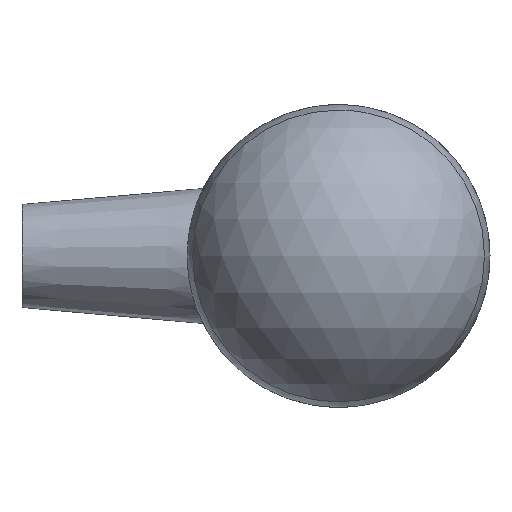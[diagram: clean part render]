
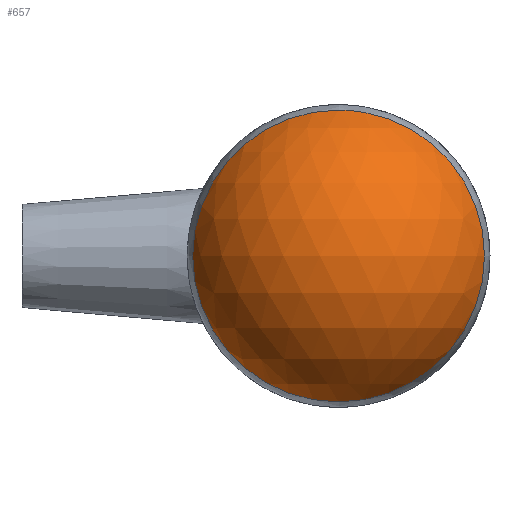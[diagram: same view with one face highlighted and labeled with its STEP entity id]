
A CAD part, left-side view. The second image highlights one B-rep face of the part: STEP entity #657.
In plain terms, the highlighted spherical face has radius 22.672 mm.
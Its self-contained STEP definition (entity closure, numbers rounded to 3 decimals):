
#58=SPHERICAL_SURFACE('',#754,22.672);
#159=FACE_OUTER_BOUND('',#226,.T.);
#226=EDGE_LOOP('',(#585,#586));
#272=CIRCLE('',#747,21.203);
#273=CIRCLE('',#748,21.203);
#331=VERTEX_POINT('',#1289);
#332=VERTEX_POINT('',#1293);
#415=EDGE_CURVE('',#331,#332,#272,.T.);
#416=EDGE_CURVE('',#332,#331,#273,.T.);
#585=ORIENTED_EDGE('',*,*,#416,.F.);
#586=ORIENTED_EDGE('',*,*,#415,.F.);
#657=ADVANCED_FACE('',(#159),#58,.T.);
#747=AXIS2_PLACEMENT_3D('',#1294,#951,#952);
#748=AXIS2_PLACEMENT_3D('',#1295,#953,#954);
#754=AXIS2_PLACEMENT_3D('',#1303,#965,#966);
#951=DIRECTION('center_axis',(1.,0.,0.));
#952=DIRECTION('ref_axis',(0.,0.,-1.));
#953=DIRECTION('center_axis',(1.,0.,0.));
#954=DIRECTION('ref_axis',(0.,0.,-1.));
#965=DIRECTION('center_axis',(0.,0.,1.));
#966=DIRECTION('ref_axis',(1.,0.,0.));
#1289=CARTESIAN_POINT('',(-48.354,0.,21.203));
#1293=CARTESIAN_POINT('',(-48.354,21.203,0.));
#1294=CARTESIAN_POINT('Origin',(-48.354,0.,
0.));
#1295=CARTESIAN_POINT('Origin',(-48.354,0.,
0.));
#1303=CARTESIAN_POINT('Origin',(-40.328,0.,
0.));
